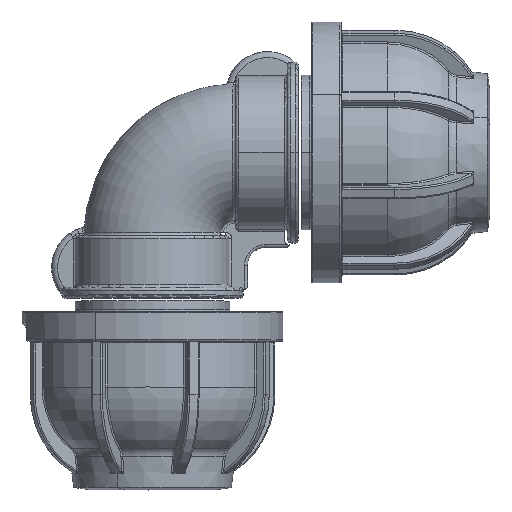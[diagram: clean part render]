
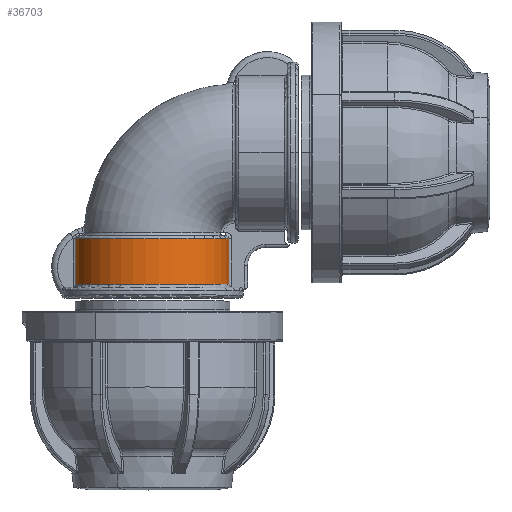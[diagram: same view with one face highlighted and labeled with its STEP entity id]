
A CAD part, top view. The second image highlights one B-rep face of the part: STEP entity #36703.
In plain terms, the highlighted cylindrical face has radius 13 mm (diameter 26 mm), a partial arc.
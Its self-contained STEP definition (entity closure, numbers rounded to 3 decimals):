
#21634 = FACE_OUTER_BOUND ( 'NONE', #50202, .T. ) ;
#21635 = CYLINDRICAL_SURFACE ( 'NONE', #24744, 13. ) ;
#24744 = AXIS2_PLACEMENT_3D ( 'NONE', #27995, #27996, #27997 ) ;
#27995 = CARTESIAN_POINT ( 'NONE',  ( -14.3, -14., -0.209 ) ) ;
#27996 = DIRECTION ( 'NONE',  ( 0., 1., 0. ) ) ;
#27997 = DIRECTION ( 'NONE',  ( -1., 0., 0. ) ) ;
#33972 = LINE ( 'NONE', #38716, #37611 ) ;
#33973 = LINE ( 'NONE', #38729, #37614 ) ;
#34163 = CARTESIAN_POINT ( 'NONE',  ( -1.443, -14.5, 1.717 ) ) ;
#36703 = ADVANCED_FACE ( 'NONE', ( #21634 ), #21635, .T. ) ;
#37607 = CIRCLE ( 'NONE', #37612, 13. ) ;
#37610 = CIRCLE ( 'NONE', #37615, 13. ) ;
#37611 = VECTOR ( 'NONE', #38717, 1000. ) ;
#37612 = AXIS2_PLACEMENT_3D ( 'NONE', #38726, #38727, #38728 ) ;
#37614 = VECTOR ( 'NONE', #38730, 1000. ) ;
#37615 = AXIS2_PLACEMENT_3D ( 'NONE', #38731, #38732, #38733 ) ;
#38716 = CARTESIAN_POINT ( 'NONE',  ( -27.157, -14., 1.717 ) ) ;
#38717 = DIRECTION ( 'NONE',  ( 0., -1., 0. ) ) ;
#38726 = CARTESIAN_POINT ( 'NONE',  ( -14.3, -14.5, -0.209 ) ) ;
#38727 = DIRECTION ( 'NONE',  ( 0., -1., 0. ) ) ;
#38728 = DIRECTION ( 'NONE',  ( -1., 0., 0. ) ) ;
#38729 = CARTESIAN_POINT ( 'NONE',  ( -1.443, -14., 1.717 ) ) ;
#38730 = DIRECTION ( 'NONE',  ( 0., 1., 0. ) ) ;
#38731 = CARTESIAN_POINT ( 'NONE',  ( -14.3, -22.2, -0.209 ) ) ;
#38732 = DIRECTION ( 'NONE',  ( 0., 1., 0. ) ) ;
#38733 = DIRECTION ( 'NONE',  ( -1., 0., 0. ) ) ;
#39615 = CARTESIAN_POINT ( 'NONE',  ( -27.157, -14.5, 1.717 ) ) ;
#39616 = CARTESIAN_POINT ( 'NONE',  ( -27.157, -22.2, 1.717 ) ) ;
#39617 = CARTESIAN_POINT ( 'NONE',  ( -1.443, -22.2, 1.717 ) ) ;
#43720 = ORIENTED_EDGE ( 'NONE', *, *, #48613, .T. ) ;
#43721 = ORIENTED_EDGE ( 'NONE', *, *, #48610, .T. ) ;
#43722 = ORIENTED_EDGE ( 'NONE', *, *, #48612, .T. ) ;
#43723 = ORIENTED_EDGE ( 'NONE', *, *, #48614, .T. ) ;
#44546 = VERTEX_POINT ( 'NONE', #34163 ) ;
#48610 = EDGE_CURVE ( 'NONE', #48934, #48935, #33972, .T. ) ;
#48612 = EDGE_CURVE ( 'NONE', #44546, #48934, #37607, .T. ) ;
#48613 = EDGE_CURVE ( 'NONE', #48936, #44546, #33973, .T. ) ;
#48614 = EDGE_CURVE ( 'NONE', #48935, #48936, #37610, .T. ) ;
#48934 = VERTEX_POINT ( 'NONE', #39615 ) ;
#48935 = VERTEX_POINT ( 'NONE', #39616 ) ;
#48936 = VERTEX_POINT ( 'NONE', #39617 ) ;
#50202 = EDGE_LOOP ( 'NONE', ( #43720, #43722, #43721, #43723 ) ) ;
